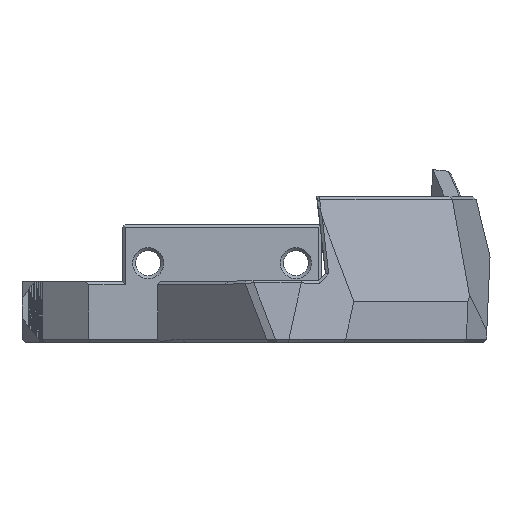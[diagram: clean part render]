
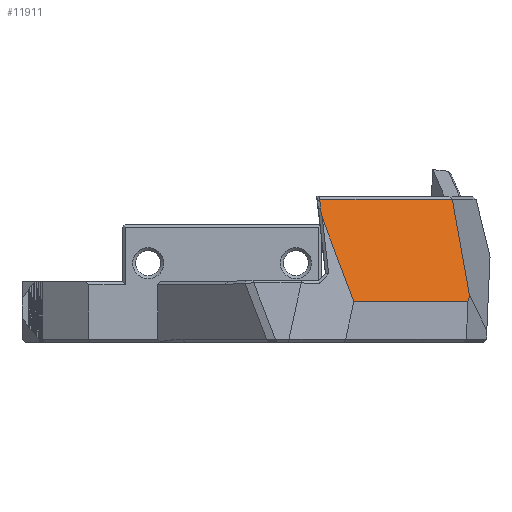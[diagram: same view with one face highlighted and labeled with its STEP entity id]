
A CAD part, front view. The second image highlights one B-rep face of the part: STEP entity #11911.
In plain terms, the highlighted planar face has unit normal (0.622, -0.771, 0.139).
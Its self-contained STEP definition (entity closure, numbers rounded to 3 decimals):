
#784=PLANE('',#12813);
#1471=FACE_OUTER_BOUND('',#2249,.T.);
#2249=EDGE_LOOP('',(#10579,#10580,#10581,#10582,#10583,#10584,#10585,#10586));
#2616=LINE('',#17276,#4041);
#2688=LINE('',#17571,#4113);
#2700=LINE('',#17600,#4125);
#2701=LINE('',#17603,#4126);
#3666=LINE('',#19532,#5091);
#3667=LINE('',#19533,#5092);
#3668=LINE('',#19534,#5093);
#3669=LINE('',#19535,#5094);
#4041=VECTOR('',#13506,1000.);
#4113=VECTOR('',#13660,1000.);
#4125=VECTOR('',#13682,1000.);
#4126=VECTOR('',#13685,1000.);
#5091=VECTOR('',#15756,1000.);
#5092=VECTOR('',#15757,1000.);
#5093=VECTOR('',#15758,1000.);
#5094=VECTOR('',#15759,1000.);
#5684=VERTEX_POINT('',#17273);
#5685=VERTEX_POINT('',#17275);
#5754=VERTEX_POINT('',#17564);
#5755=VERTEX_POINT('',#17569);
#5767=VERTEX_POINT('',#17598);
#5768=VERTEX_POINT('',#17602);
#6174=VERTEX_POINT('',#19530);
#6175=VERTEX_POINT('',#19531);
#6613=EDGE_CURVE('',#5684,#5685,#2616,.T.);
#6713=EDGE_CURVE('',#5754,#5755,#2688,.T.);
#6727=EDGE_CURVE('',#5767,#5684,#2700,.T.);
#6728=EDGE_CURVE('',#5768,#5767,#2701,.T.);
#7694=EDGE_CURVE('',#6174,#6175,#3666,.T.);
#7695=EDGE_CURVE('',#6175,#5685,#3667,.F.);
#7696=EDGE_CURVE('',#5768,#5754,#3668,.T.);
#7697=EDGE_CURVE('',#5755,#6174,#3669,.T.);
#10579=ORIENTED_EDGE('',*,*,#7694,.T.);
#10580=ORIENTED_EDGE('',*,*,#7695,.T.);
#10581=ORIENTED_EDGE('',*,*,#6613,.F.);
#10582=ORIENTED_EDGE('',*,*,#6727,.F.);
#10583=ORIENTED_EDGE('',*,*,#6728,.F.);
#10584=ORIENTED_EDGE('',*,*,#7696,.T.);
#10585=ORIENTED_EDGE('',*,*,#6713,.T.);
#10586=ORIENTED_EDGE('',*,*,#7697,.T.);
#11911=ADVANCED_FACE('',(#1471),#784,.F.);
#12813=AXIS2_PLACEMENT_3D('',#19529,#15754,#15755);
#13506=DIRECTION('',(-0.35,-0.115,0.93));
#13660=DIRECTION('',(-0.778,-0.628,0.));
#13682=DIRECTION('',(-0.778,-0.628,0.));
#13685=DIRECTION('',(-0.23,-0.35,-0.908));
#15754=DIRECTION('center_axis',(-0.622,0.771,-0.139));
#15755=DIRECTION('ref_axis',(-0.778,-0.628,0.));
#15756=DIRECTION('',(0.113,-0.088,-0.99));
#15757=DIRECTION('',(-0.189,0.025,0.982));
#15758=DIRECTION('',(-0.176,0.035,0.984));
#15759=DIRECTION('',(-0.422,-0.479,-0.77));
#17273=CARTESIAN_POINT('',(51.984,-99.594,5.231));
#17275=CARTESIAN_POINT('',(47.928,-100.922,16.003));
#17276=CARTESIAN_POINT('',(49.685,-100.347,11.337));
#17564=CARTESIAN_POINT('',(64.635,-87.004,18.405));
#17569=CARTESIAN_POINT('',(47.625,-100.733,18.404));
#17571=CARTESIAN_POINT('',(51.506,-97.601,18.404));
#17598=CARTESIAN_POINT('',(66.646,-87.763,5.227));
#17600=CARTESIAN_POINT('',(52.666,-99.044,5.23));
#17602=CARTESIAN_POINT('',(66.852,-87.451,6.036));
#17603=CARTESIAN_POINT('',(68.562,-84.854,12.773));
#19529=CARTESIAN_POINT('Origin',(51.193,-97.214,21.945));
#19530=CARTESIAN_POINT('',(47.594,-100.768,18.348));
#19531=CARTESIAN_POINT('',(47.765,-100.9,16.85));
#19532=CARTESIAN_POINT('',(47.696,-100.847,17.456));
#19533=CARTESIAN_POINT('',(50.092,-101.205,4.763));
#19534=CARTESIAN_POINT('',(63.666,-86.812,23.808));
#19535=CARTESIAN_POINT('',(48.386,-99.868,19.794));
